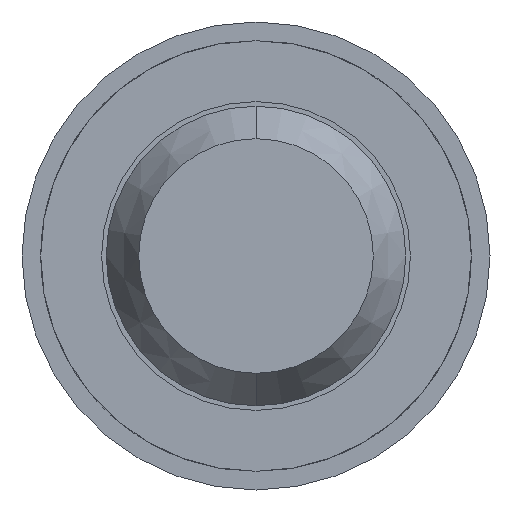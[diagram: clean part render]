
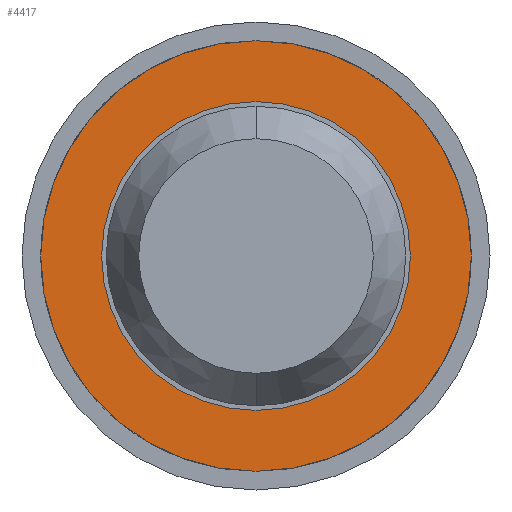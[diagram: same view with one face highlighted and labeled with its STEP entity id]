
A CAD part, front view. The second image highlights one B-rep face of the part: STEP entity #4417.
In plain terms, the highlighted planar face has unit normal (0, -1, 0).
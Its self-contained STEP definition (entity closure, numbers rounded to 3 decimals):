
#149 = DIRECTION ( 'NONE',  ( 0., 0., 1. ) ) ;
#163 = PLANE ( 'NONE',  #1582 ) ;
#292 = EDGE_CURVE ( 'Defeature ausgef�hrt3_10+Defeature ausgef�hrt3_14+Defeature ausgef�hrt3_14+Defeature ausgef�hrt3_14', #4081, #2703, #3126, .T. ) ;
#384 = CIRCLE ( 'NONE', #1418, 0.825 ) ;
#465 = DIRECTION ( 'NONE',  ( 0., 0., 1. ) ) ;
#529 = CARTESIAN_POINT ( 'NONE',  ( 0., -1.7, -0.825 ) ) ;
#532 = DIRECTION ( 'NONE',  ( 0., 0., 1. ) ) ;
#716 = DIRECTION ( 'NONE',  ( 0., 0., 1. ) ) ;
#1238 = CARTESIAN_POINT ( 'NONE',  ( 0., -1.7, -1.15 ) ) ;
#1418 = AXIS2_PLACEMENT_3D ( 'NONE', #2472, #1470, #716 ) ;
#1470 = DIRECTION ( 'NONE',  ( 0., 1., 0. ) ) ;
#1557 = VERTEX_POINT ( 'NONE', #529 ) ;
#1582 = AXIS2_PLACEMENT_3D ( 'NONE', #3493, #2383, #532 ) ;
#1673 = ORIENTED_EDGE ( 'NONE', *, *, #292, .F. ) ;
#1729 = EDGE_LOOP ( 'NONE', ( #4194, #3852 ) ) ;
#2002 = CIRCLE ( 'NONE', #4583, 0.825 ) ;
#2045 = EDGE_CURVE ( 'Defeature ausgef�hrt3_14+Defeature ausgef�hrt3_13+Defeature ausgef�hrt3_13+Defeature ausgef�hrt3_13', #1557, #4277, #2002, .T. ) ;
#2141 = DIRECTION ( 'NONE',  ( 0., 0., 1. ) ) ;
#2383 = DIRECTION ( 'NONE',  ( 0., 1., 0. ) ) ;
#2460 = EDGE_CURVE ( 'Defeature ausgef�hrt3_14+Defeature ausgef�hrt3_13+Defeature ausgef�hrt3_13+Defeature ausgef�hrt3_13', #4277, #1557, #384, .T. ) ;
#2466 = DIRECTION ( 'NONE',  ( 0., 1., 0. ) ) ;
#2472 = CARTESIAN_POINT ( 'NONE',  ( 0., -1.7, 0. ) ) ;
#2660 = DIRECTION ( 'NONE',  ( 0., 1., 0. ) ) ;
#2703 = VERTEX_POINT ( 'NONE', #1238 ) ;
#2734 = EDGE_CURVE ( 'Defeature ausgef�hrt3_10+Defeature ausgef�hrt3_14+Defeature ausgef�hrt3_14+Defeature ausgef�hrt3_14', #2703, #4081, #2803, .T. ) ;
#2803 = CIRCLE ( 'NONE', #4366, 1.15 ) ;
#3064 = CARTESIAN_POINT ( 'NONE',  ( 0., -1.7, 0. ) ) ;
#3126 = CIRCLE ( 'NONE', #3778, 1.15 ) ;
#3169 = FACE_BOUND ( 'NONE', #1729, .T. ) ;
#3217 = CARTESIAN_POINT ( 'NONE',  ( 0., -1.7, 0. ) ) ;
#3230 = CARTESIAN_POINT ( 'NONE',  ( 0., -1.7, 1.15 ) ) ;
#3380 = CARTESIAN_POINT ( 'NONE',  ( 0., -1.7, 0.825 ) ) ;
#3493 = CARTESIAN_POINT ( 'NONE',  ( 0.825, -1.7, 0. ) ) ;
#3778 = AXIS2_PLACEMENT_3D ( 'NONE', #3817, #2660, #465 ) ;
#3817 = CARTESIAN_POINT ( 'NONE',  ( 0., -1.7, 0. ) ) ;
#3835 = DIRECTION ( 'NONE',  ( 0., 1., 0. ) ) ;
#3852 = ORIENTED_EDGE ( 'NONE', *, *, #2045, .T. ) ;
#4081 = VERTEX_POINT ( 'NONE', #3230 ) ;
#4194 = ORIENTED_EDGE ( 'NONE', *, *, #2460, .T. ) ;
#4220 = FACE_OUTER_BOUND ( 'NONE', #4271, .T. ) ;
#4271 = EDGE_LOOP ( 'NONE', ( #1673, #4425 ) ) ;
#4277 = VERTEX_POINT ( 'NONE', #3380 ) ;
#4366 = AXIS2_PLACEMENT_3D ( 'NONE', #3064, #3835, #149 ) ;
#4417 = ADVANCED_FACE ( 'Defeature ausgef�hrt3_14', ( #4220, #3169 ), #163, .F. ) ;
#4425 = ORIENTED_EDGE ( 'NONE', *, *, #2734, .F. ) ;
#4583 = AXIS2_PLACEMENT_3D ( 'NONE', #3217, #2466, #2141 ) ;
